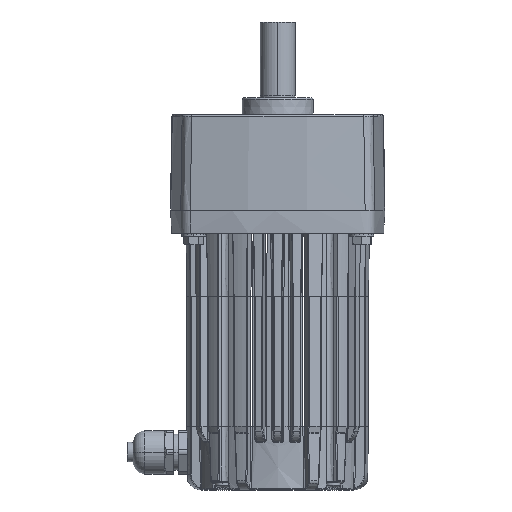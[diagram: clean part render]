
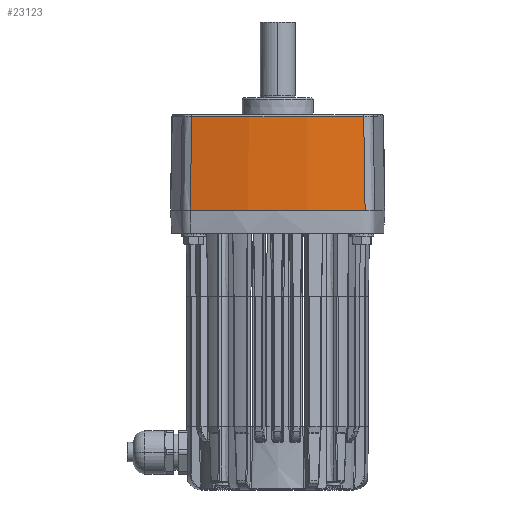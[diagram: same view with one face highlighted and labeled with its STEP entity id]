
A CAD part, front view. The second image highlights one B-rep face of the part: STEP entity #23123.
In plain terms, the highlighted conical face has half-angle 1 degrees and reference radius 203.2 mm.
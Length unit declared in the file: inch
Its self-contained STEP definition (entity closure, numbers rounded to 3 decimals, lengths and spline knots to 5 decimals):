
#5988 = CARTESIAN_POINT ( 'NONE',  ( 0., 5.68, 1.846 ) ) ;
#5989 = DIRECTION ( 'NONE',  ( 0., 0., 1. ) ) ;
#5990 = DIRECTION ( 'NONE',  ( -1., 0., 0. ) ) ;
#9508 = AXIS2_PLACEMENT_3D ( 'NONE', #50118, #50117, #50114 ) ;
#9744 = AXIS2_PLACEMENT_3D ( 'NONE', #5988, #5989, #5990 ) ;
#10775 = ORIENTED_EDGE ( 'NONE', *, *, #34034, .T. ) ;
#10777 = ORIENTED_EDGE ( 'NONE', *, *, #32387, .T. ) ;
#10778 = ORIENTED_EDGE ( 'NONE', *, *, #34022, .T. ) ;
#10782 = ORIENTED_EDGE ( 'NONE', *, *, #33690, .T. ) ;
#13702 = FACE_OUTER_BOUND ( 'NONE', #28071, .T. ) ;
#13709 = CONICAL_SURFACE ( 'NONE', #9508, 8., 0.017 ) ;
#14143 = CIRCLE ( 'NONE', #9744, 7.99953 ) ;
#23123 = ADVANCED_FACE ( 'NONE', ( #13702 ), #13709, .T. ) ;
#24522 = B_SPLINE_CURVE_WITH_KNOTS ( 'NONE', 3,
 ( #39546, #39515, #39536, #39548, #39549, #39550, #39551 ),
 .UNSPECIFIED., .F., .F.,
 ( 4, 3, 4 ),
 ( 0.0015, 0.02697, 0.05317 ),
 .UNSPECIFIED. ) ;
#24634 = B_SPLINE_CURVE_WITH_KNOTS ( 'NONE', 3,
 ( #31178, #31179, #31196, #31197, #31198, #31199, #31200 ),
 .UNSPECIFIED., .F., .F.,
 ( 4, 3, 4 ),
 ( 0.00069, 0.02689, 0.05236 ),
 .UNSPECIFIED. ) ;
#28071 = EDGE_LOOP ( 'NONE', ( #10782, #10777, #10778, #10775 ) ) ;
#31178 = CARTESIAN_POINT ( 'NONE',  ( 1.88764, -2.09363, 1.846 ) ) ;
#31179 = CARTESIAN_POINT ( 'NONE',  ( 1.88254, -2.08869, 2.18976 ) ) ;
#31196 = CARTESIAN_POINT ( 'NONE',  ( 1.87744, -2.08375, 2.53352 ) ) ;
#31197 = CARTESIAN_POINT ( 'NONE',  ( 1.87234, -2.07881, 2.87728 ) ) ;
#31198 = CARTESIAN_POINT ( 'NONE',  ( 1.86738, -2.07401, 3.21154 ) ) ;
#31199 = CARTESIAN_POINT ( 'NONE',  ( 1.86241, -2.0692, 3.54579 ) ) ;
#31200 = CARTESIAN_POINT ( 'NONE',  ( 1.85745, -2.06439, 3.88005 ) ) ;
#31268 = CARTESIAN_POINT ( 'NONE',  ( 0., 5.68, 3.88005 ) ) ;
#31269 = DIRECTION ( 'NONE',  ( 0., 0., -1. ) ) ;
#31270 = DIRECTION ( 'NONE',  ( 1., 0., 0. ) ) ;
#31442 = CARTESIAN_POINT ( 'NONE',  ( -1.88764, -2.09363, 1.846 ) ) ;
#31497 = CARTESIAN_POINT ( 'NONE',  ( 1.85745, -2.06439, 3.88005 ) ) ;
#31835 = CARTESIAN_POINT ( 'NONE',  ( 1.88764, -2.09363, 1.846 ) ) ;
#31907 = CARTESIAN_POINT ( 'NONE',  ( -1.85745, -2.06439, 3.88005 ) ) ;
#32387 = EDGE_CURVE ( 'NONE', #37866, #38397, #14143, .T. ) ;
#33690 = EDGE_CURVE ( 'NONE', #38479, #37866, #24522, .T. ) ;
#34022 = EDGE_CURVE ( 'NONE', #38397, #37919, #24634, .T. ) ;
#34034 = EDGE_CURVE ( 'NONE', #37919, #38479, #43116, .T. ) ;
#37866 = VERTEX_POINT ( 'NONE', #31442 ) ;
#37919 = VERTEX_POINT ( 'NONE', #31497 ) ;
#38397 = VERTEX_POINT ( 'NONE', #31835 ) ;
#38479 = VERTEX_POINT ( 'NONE', #31907 ) ;
#39515 = CARTESIAN_POINT ( 'NONE',  ( -1.86241, -2.0692, 3.54579 ) ) ;
#39536 = CARTESIAN_POINT ( 'NONE',  ( -1.86738, -2.07401, 3.21154 ) ) ;
#39546 = CARTESIAN_POINT ( 'NONE',  ( -1.85745, -2.06439, 3.88005 ) ) ;
#39548 = CARTESIAN_POINT ( 'NONE',  ( -1.87234, -2.07881, 2.87728 ) ) ;
#39549 = CARTESIAN_POINT ( 'NONE',  ( -1.87744, -2.08375, 2.53352 ) ) ;
#39550 = CARTESIAN_POINT ( 'NONE',  ( -1.88254, -2.08869, 2.18976 ) ) ;
#39551 = CARTESIAN_POINT ( 'NONE',  ( -1.88764, -2.09363, 1.846 ) ) ;
#43116 = CIRCLE ( 'NONE', #44935, 7.96402 ) ;
#44935 = AXIS2_PLACEMENT_3D ( 'NONE', #31268, #31269, #31270 ) ;
#50114 = DIRECTION ( 'NONE',  ( -1., 0., 0. ) ) ;
#50117 = DIRECTION ( 'NONE',  ( 0., 0., -1. ) ) ;
#50118 = CARTESIAN_POINT ( 'NONE',  ( 0., 5.68, 1.819 ) ) ;
